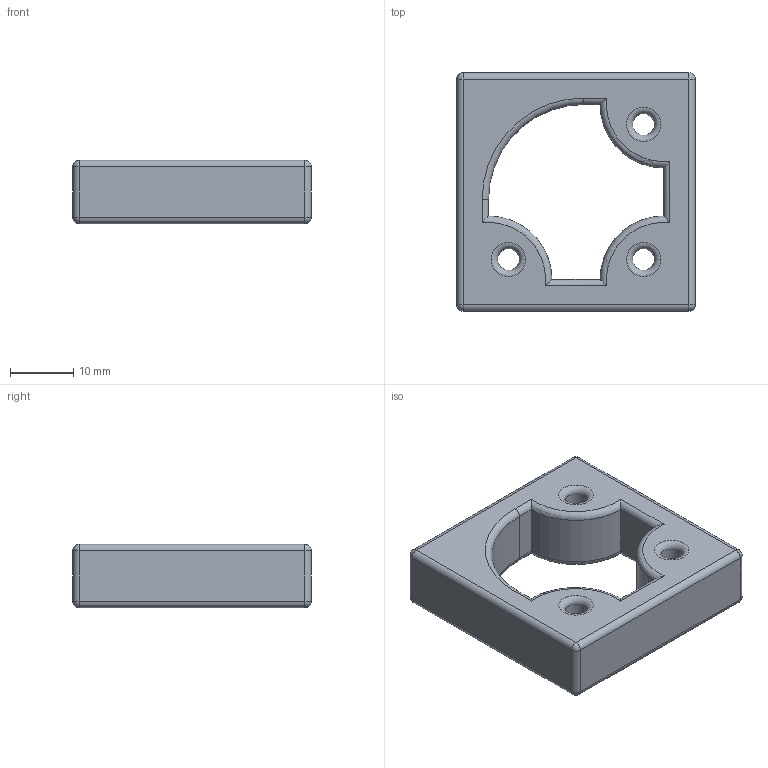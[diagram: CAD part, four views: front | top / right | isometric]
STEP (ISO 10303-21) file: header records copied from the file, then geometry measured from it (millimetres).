
FILE_DESCRIPTION(/* description */ (''),/* implementation_level */ '2;1');
FILE_NAME(/* name */ 'ConstructorHead.stp',/* time_stamp */ '2023-03-17T16:11:07Z',/* author */ ('Pip'),/* organization */ (''),/* preprocessor_version */ 'ST-DEVELOPER v19',/* originating_system */ 'Autodesk Inventor 2023',/* authorisation */ '');
FILE_SCHEMA (('AUTOMOTIVE_DESIGN { 1 0 10303 214 3 1 1 }'));
Length unit declared in the file: millimetre
Products named in the file (1): ConstructorHead_vC
Bounding box: 37.6 x 37.6 x 10 mm (x, y, z)
Volume: 8658.2 mm3; surface area: 4376.3 mm2
Topology: 1 solids, 1 shells, 71 faces, 164 edges, 95 vertices
Faces by surface type: cylinder 30, torus 20, plane 13, sphere 8
Full cylindrical faces by diameter (mm): 3.4 x3, 7.3 x3
Entity records: 2233 total; most frequent: CARTESIAN_POINT 526, DIRECTION 388, ORIENTED_EDGE 328, AXIS2_PLACEMENT_3D 167, EDGE_CURVE 164, CIRCLE 95, VERTEX_POINT 95, EDGE_LOOP 79
